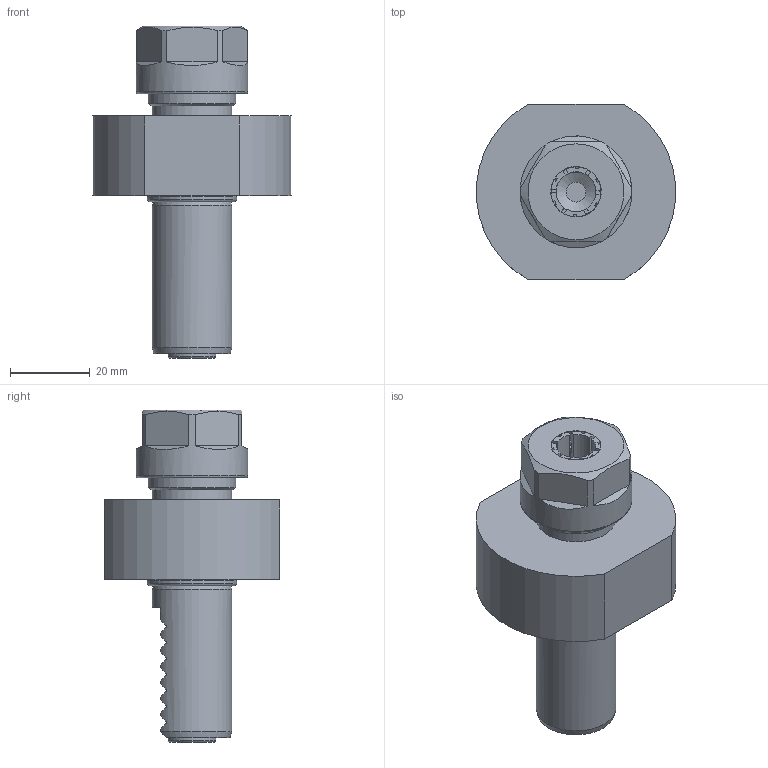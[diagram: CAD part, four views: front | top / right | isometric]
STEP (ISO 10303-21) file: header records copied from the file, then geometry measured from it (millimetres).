
FILE_DESCRIPTION(/* description */ (''),/* implementation_level */ '2;1');
FILE_NAME(/* name */ 'W1100006B.stp',/* time_stamp */ '2009-04-07T09:23:06+02:00',/* author */ (''),/* organization */ (''),/* preprocessor_version */ 'ST-DEVELOPER v11',/* originating_system */ 'UGS - NX 5.0',/* authorisation */ '');
FILE_SCHEMA (('AUTOMOTIVE_DESIGN { 1 0 10303 214 0 1 1 1 }'));
Length unit declared in the file: millimetre
Products named in the file (1): Kris62841nhb
Bounding box: 49.83 x 44 x 83.13 mm (x, y, z)
Volume: 54168.8 mm3; surface area: 17851.8 mm2
Topology: 1 solids, 1 shells, 218 faces, 627 edges, 402 vertices
Faces by surface type: plane 129, cylinder 49, cone 32, torus 8
Full cylindrical faces by diameter (mm): 10 x2, 10.5 x1, 11.4 x1, 12 x1, 12.5 x1, 12.8 x1, 17 x1, 17.8 x1, 20 x2, 20.5 x1, 22 x1, 22.33 x1, 22.5 x1, 28 x1
Entity records: 7377 total; most frequent: CARTESIAN_POINT 1848, ORIENTED_EDGE 1144, DIRECTION 1127, EDGE_CURVE 572, AXIS2_PLACEMENT_3D 440, VERTEX_POINT 385, EDGE_LOOP 270, LINE 247
